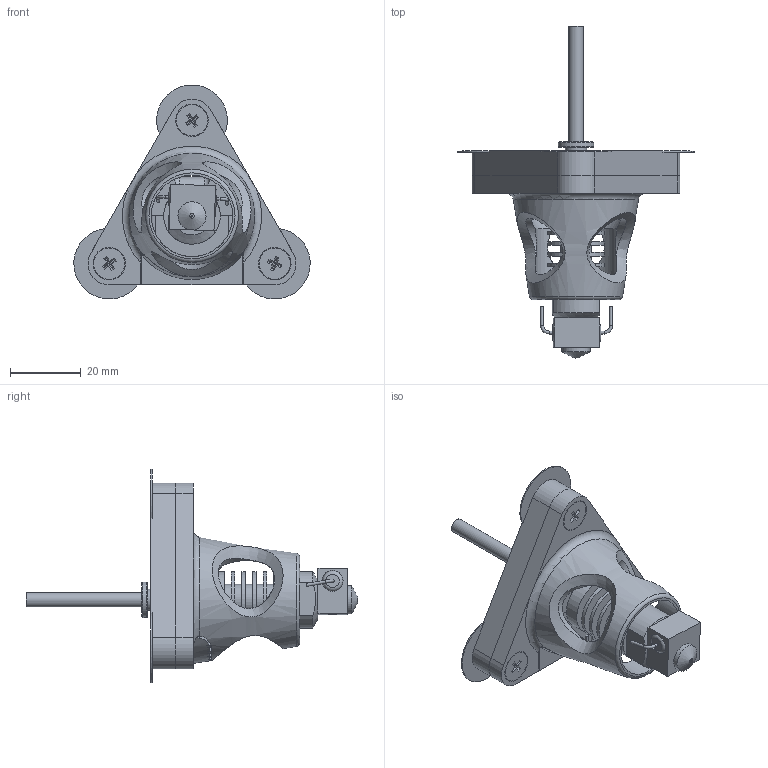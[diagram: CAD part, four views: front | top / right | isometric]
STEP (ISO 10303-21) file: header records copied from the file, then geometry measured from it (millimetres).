
FILE_DESCRIPTION(/* description */ ('Alibre Inc.'),/* implementation_level */ '2;1');
FILE_NAME(/* name */ 'export0',/* time_stamp */ '2015-07-05T23:18:04+12:00',/* author */ (''),/* organization */ (''),/* preprocessor_version */ 'ST-DEVELOPER v14',/* originating_system */ 'Alibre',/* authorisation */ '');
FILE_SCHEMA (('CONFIG_CONTROL_DESIGN'));
Length unit declared in the file: centimetre
Products named in the file (15): ID_1; ID_2; ID_3; ID_4; ID_5; FNUT-M3; ID_6; ID_7; ID_8
Bounding box: 66.71 x 93.8 x 60.44 mm (x, y, z)
Volume: 34870.1 mm3; surface area: 30134.2 mm2
Topology: 19 solids, 19 shells, 585 faces, 1496 edges, 969 vertices
Faces by surface type: plane 428, cylinder 107, torus 26, cone 20, bspline 4
Full cylindrical faces by diameter (mm): 0.4 x1, 0.84 x4, 2 x1, 2.286 x1, 3 x4, 3.5 x6, 3.505 x1, 4 x2, 5 x6, 5.2 x6, 5.8 x1, 5.944 x1, 6 x3, 6.46 x1, 6.477 x1, 6.5 x1, 7.938 x2, 8.75 x5, 10 x1, 11.8 x1, 12 x2, 16 x10, 23 x1
Entity records: 18100 total; most frequent: CARTESIAN_POINT 5514, ORIENTED_EDGE 2386, DIRECTION 1825, EDGE_CURVE 1193, VERTEX_POINT 813, AXIS2_PLACEMENT_3D 714, VECTOR 713, LINE 713
